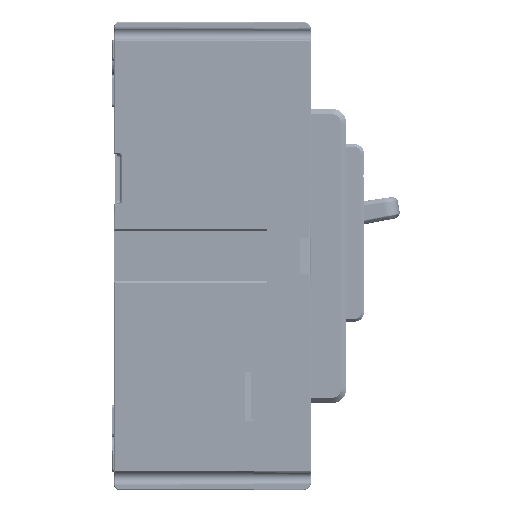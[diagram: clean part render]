
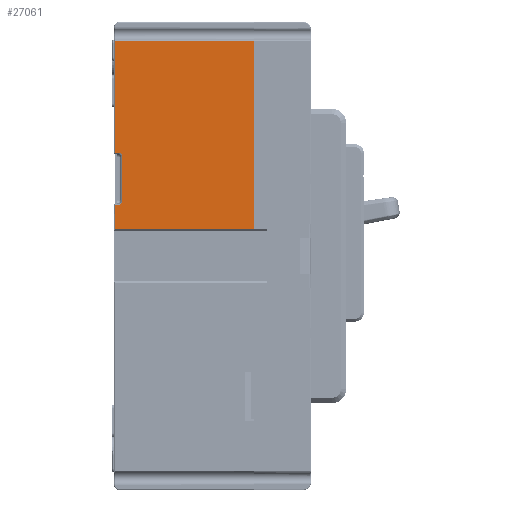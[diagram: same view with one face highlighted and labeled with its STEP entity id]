
A CAD part, left-side view. The second image highlights one B-rep face of the part: STEP entity #27061.
In plain terms, the highlighted planar face has unit normal (-1, 0, 0).
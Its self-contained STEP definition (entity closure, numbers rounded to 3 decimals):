
#7095=DIRECTION('',(0.,1.,0.));
#7096=VECTOR('',#7095,39.2);
#7097=CARTESIAN_POINT('',(-62.5,0.,60.521));
#7098=LINE('',#7097,#7096);
#7103=DIRECTION('',(0.,0.,-1.));
#7104=VECTOR('',#7103,53.021);
#7105=CARTESIAN_POINT('',(-62.5,0.,60.521));
#7106=LINE('',#7105,#7104);
#7107=DIRECTION('',(0.,1.,0.));
#7108=VECTOR('',#7107,39.2);
#7109=CARTESIAN_POINT('',(-62.5,0.,7.5));
#7110=LINE('',#7109,#7108);
#7111=CARTESIAN_POINT('',(-62.5,38.,15.3));
#7112=DIRECTION('',(-1.,0.,0.));
#7113=DIRECTION('',(0.,0.,-1.));
#7114=AXIS2_PLACEMENT_3D('',#7111,#7112,#7113);
#7116=CARTESIAN_POINT('',(-62.5,38.,28.3));
#7117=DIRECTION('',(-1.,0.,0.));
#7118=DIRECTION('',(0.,-1.,0.));
#7119=AXIS2_PLACEMENT_3D('',#7116,#7117,#7118);
#7135=DIRECTION('',(0.,0.,-1.));
#7136=VECTOR('',#7135,7.);
#7137=CARTESIAN_POINT('',(-62.5,39.2,14.5));
#7138=LINE('',#7137,#7136);
#7254=DIRECTION('',(0.,0.,-1.));
#7255=VECTOR('',#7254,13.);
#7256=CARTESIAN_POINT('',(-62.5,37.2,28.3));
#7257=LINE('',#7256,#7255);
#7281=DIRECTION('',(0.,1.,0.));
#7282=VECTOR('',#7281,1.2);
#7283=CARTESIAN_POINT('',(-62.5,38.,14.5));
#7284=LINE('',#7283,#7282);
#7451=DIRECTION('',(0.,-1.,0.));
#7452=VECTOR('',#7451,1.2);
#7453=CARTESIAN_POINT('',(-62.5,39.2,29.1));
#7454=LINE('',#7453,#7452);
#7463=DIRECTION('',(0.,0.,-1.));
#7464=VECTOR('',#7463,31.421);
#7465=CARTESIAN_POINT('',(-62.5,39.2,60.521));
#7466=LINE('',#7465,#7464);
#14260=CARTESIAN_POINT('',(-62.5,0.,7.5));
#14261=VERTEX_POINT('',#14260);
#14262=CARTESIAN_POINT('',(-62.5,0.,60.521));
#14263=VERTEX_POINT('',#14262);
#16792=CARTESIAN_POINT('',(-62.5,39.2,60.521));
#16793=VERTEX_POINT('',#16792);
#16794=CARTESIAN_POINT('',(-62.5,39.2,7.5));
#16795=VERTEX_POINT('',#16794);
#16796=CARTESIAN_POINT('',(-62.5,39.2,14.5));
#16797=VERTEX_POINT('',#16796);
#16798=CARTESIAN_POINT('',(-62.5,38.,14.5));
#16799=VERTEX_POINT('',#16798);
#16800=CARTESIAN_POINT('',(-62.5,37.2,15.3));
#16801=VERTEX_POINT('',#16800);
#16802=CARTESIAN_POINT('',(-62.5,37.2,28.3));
#16803=VERTEX_POINT('',#16802);
#16804=CARTESIAN_POINT('',(-62.5,38.,29.1));
#16805=VERTEX_POINT('',#16804);
#16806=CARTESIAN_POINT('',(-62.5,39.2,29.1));
#16807=VERTEX_POINT('',#16806);
#27036=CARTESIAN_POINT('',(-62.5,0.,-66.));
#27037=DIRECTION('',(-1.,0.,0.));
#27038=DIRECTION('',(0.,0.,1.));
#27039=AXIS2_PLACEMENT_3D('',#27036,#27037,#27038);
#27040=PLANE('',#27039);
#27041=ORIENTED_EDGE('',*,*,#27028,.F.);
#27042=ORIENTED_EDGE('',*,*,#18247,.T.);
#27044=ORIENTED_EDGE('',*,*,#27043,.T.);
#27046=ORIENTED_EDGE('',*,*,#27045,.F.);
#27048=ORIENTED_EDGE('',*,*,#27047,.F.);
#27050=ORIENTED_EDGE('',*,*,#27049,.T.);
#27052=ORIENTED_EDGE('',*,*,#27051,.F.);
#27054=ORIENTED_EDGE('',*,*,#27053,.T.);
#27056=ORIENTED_EDGE('',*,*,#27055,.F.);
#27058=ORIENTED_EDGE('',*,*,#27057,.F.);
#27059=EDGE_LOOP('',(#27041,#27042,#27044,#27046,#27048,#27050,#27052,#27054,
#27056,#27058));
#27060=FACE_OUTER_BOUND('',#27059,.F.);
#27061=ADVANCED_FACE('',(#27060),#27040,.T.);
#7115=CIRCLE('',#7114,0.8);
#7120=CIRCLE('',#7119,0.8);
#18247=EDGE_CURVE('',#14263,#14261,#7106,.T.);
#27028=EDGE_CURVE('',#14263,#16793,#7098,.T.);
#27043=EDGE_CURVE('',#14261,#16795,#7110,.T.);
#27045=EDGE_CURVE('',#16797,#16795,#7138,.T.);
#27047=EDGE_CURVE('',#16799,#16797,#7284,.T.);
#27049=EDGE_CURVE('',#16799,#16801,#7115,.T.);
#27051=EDGE_CURVE('',#16803,#16801,#7257,.T.);
#27053=EDGE_CURVE('',#16803,#16805,#7120,.T.);
#27055=EDGE_CURVE('',#16807,#16805,#7454,.T.);
#27057=EDGE_CURVE('',#16793,#16807,#7466,.T.);
